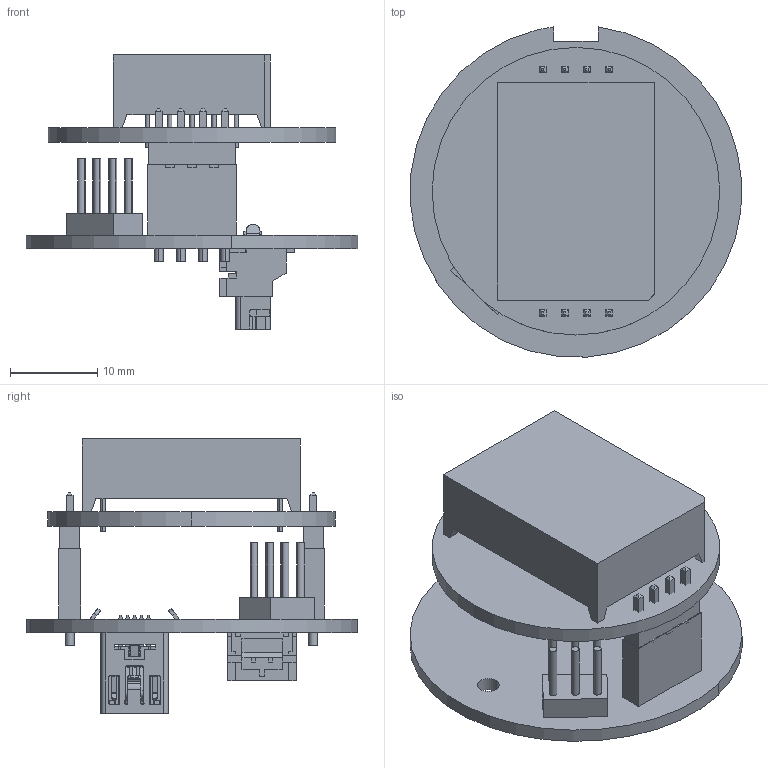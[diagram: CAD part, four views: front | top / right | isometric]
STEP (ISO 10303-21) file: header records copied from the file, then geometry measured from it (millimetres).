
FILE_DESCRIPTION(('CATIA V5 STEP Exchange'),'2;1');
FILE_NAME('pcb_assembly.stp','2013-06-11T22:42:40+00:00',('none'),('none'),'CATIA Version 5 Release 18 SP 4 (IN-10)','CATIA V5 STEP AP203','none');
FILE_SCHEMA(('CONFIG_CONTROL_DESIGN'));
Length unit declared in the file: millimetre
Products named in the file (3): PCB Assembly; TopPCB_assembly; Product2
Assembly tree (12 placements, depth 3):
  PCB Assembly
    TopPCB_assembly
      #62
      #1336
      #2582  x2
    Product2
      #5559
      #6440  x2
    #7184
    #7760
    #41228
Bounding box: 38.03 x 37.88 x 31.45 mm (x, y, z)
Volume: 7119.8 mm3; surface area: 8704 mm2
Topology: 17 solids, 587 shells, 1063 faces, 4467 edges, 4049 vertices
Faces by surface type: plane 736, cylinder 321, revolution 6
Entity records: 44095 total; most frequent: CARTESIAN_POINT 11364, DIRECTION 5578, ORIENTED_EDGE 5052, EDGE_CURVE 4141, VERTEX_POINT 3826, VECTOR 3140, LINE 3140, AXIS2_PLACEMENT_3D 1566
